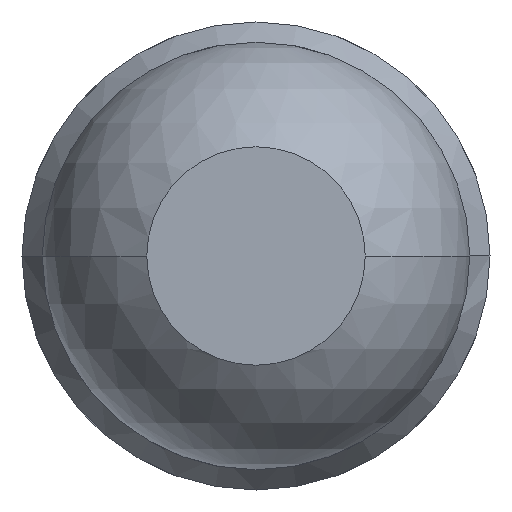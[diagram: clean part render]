
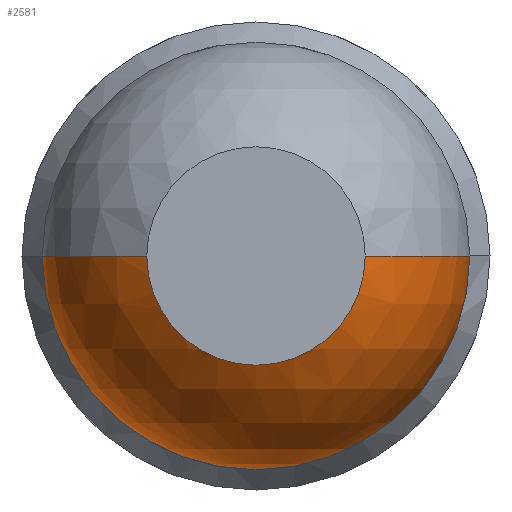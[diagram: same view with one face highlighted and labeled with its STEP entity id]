
A CAD part, front view. The second image highlights one B-rep face of the part: STEP entity #2581.
In plain terms, the highlighted spherical face has radius 0.685 mm.
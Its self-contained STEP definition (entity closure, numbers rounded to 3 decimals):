
#125 = DIRECTION ( 'NONE',  ( 0., 0., 1. ) ) ;
#136 = CIRCLE ( 'NONE', #2714, 0.685 ) ;
#184 = ORIENTED_EDGE ( 'NONE', *, *, #3039, .F. ) ;
#418 = EDGE_CURVE ( 'NONE', #3565, #3380, #1375, .T. ) ;
#456 = DIRECTION ( 'NONE',  ( 1., 0., 0. ) ) ;
#461 = CARTESIAN_POINT ( 'NONE',  ( 0., -30., 0. ) ) ;
#604 = CIRCLE ( 'NONE', #616, 0.685 ) ;
#616 = AXIS2_PLACEMENT_3D ( 'NONE', #2659, #3968, #2670 ) ;
#654 = ORIENTED_EDGE ( 'NONE', *, *, #3842, .F. ) ;
#660 = AXIS2_PLACEMENT_3D ( 'NONE', #1780, #125, #456 ) ;
#763 = DIRECTION ( 'NONE',  ( 0., 0., -1. ) ) ;
#789 = DIRECTION ( 'NONE',  ( 0., 0., -1. ) ) ;
#817 = DIRECTION ( 'NONE',  ( 0., -1., 0. ) ) ;
#1032 = EDGE_CURVE ( 'NONE', #1965, #3304, #2799, .T. ) ;
#1062 = CARTESIAN_POINT ( 'NONE',  ( 0.35, -30., 0. ) ) ;
#1068 = CARTESIAN_POINT ( 'NONE',  ( -0.685, -29.411, 0. ) ) ;
#1159 = AXIS2_PLACEMENT_3D ( 'NONE', #461, #3774, #789 ) ;
#1307 = CARTESIAN_POINT ( 'NONE',  ( 0., -29.411, 0. ) ) ;
#1375 = CIRCLE ( 'NONE', #660, 0.685 ) ;
#1441 = DIRECTION ( 'NONE',  ( 1., 0., 0. ) ) ;
#1478 = DIRECTION ( 'NONE',  ( 0., 0., -1. ) ) ;
#1520 = CARTESIAN_POINT ( 'NONE',  ( 0.685, -29.411, 0. ) ) ;
#1780 = CARTESIAN_POINT ( 'NONE',  ( 0., -29.411, 0. ) ) ;
#1910 = CIRCLE ( 'NONE', #3399, 0.35 ) ;
#1965 = VERTEX_POINT ( 'NONE', #3086 ) ;
#2104 = DIRECTION ( 'NONE',  ( -1., 0., 0. ) ) ;
#2156 = CARTESIAN_POINT ( 'NONE',  ( 0., -30., 0. ) ) ;
#2261 = EDGE_CURVE ( 'Defeature ausgef�hrt1_25+Defeature ausgef�hrt1_4+Defeature ausgef�hrt1_4+Defeature ausgef�hrt1_4', #3987, #3565, #3570, .T. ) ;
#2312 = DIRECTION ( 'NONE',  ( 0., 1., 0. ) ) ;
#2412 = ORIENTED_EDGE ( 'NONE', *, *, #1032, .T. ) ;
#2545 = EDGE_LOOP ( 'NONE', ( #3339, #2412, #654, #184, #2732, #3239 ) ) ;
#2578 = VERTEX_POINT ( 'NONE', #3708 ) ;
#2581 = ADVANCED_FACE ( 'Defeature ausgef�hrt1_4', ( #2791 ), #3455, .T. ) ;
#2638 = DIRECTION ( 'NONE',  ( 0., 0., 1. ) ) ;
#2659 = CARTESIAN_POINT ( 'NONE',  ( 0., -29.411, 0. ) ) ;
#2670 = DIRECTION ( 'NONE',  ( 0., 0., 1. ) ) ;
#2714 = AXIS2_PLACEMENT_3D ( 'NONE', #1307, #2312, #2638 ) ;
#2732 = ORIENTED_EDGE ( 'NONE', *, *, #418, .F. ) ;
#2733 = AXIS2_PLACEMENT_3D ( 'NONE', #3382, #3393, #2104 ) ;
#2791 = FACE_OUTER_BOUND ( 'NONE', #2545, .T. ) ;
#2799 = CIRCLE ( 'NONE', #2733, 0.685 ) ;
#3039 = EDGE_CURVE ( 'Defeature ausgef�hrt1_5+Defeature ausgef�hrt1_4+Defeature ausgef�hrt1_4+Defeature ausgef�hrt1_4', #3380, #2578, #604, .T. ) ;
#3055 = CARTESIAN_POINT ( 'NONE',  ( 0., -29.411, 0. ) ) ;
#3079 = CARTESIAN_POINT ( 'NONE',  ( 0., -30., -0.35 ) ) ;
#3086 = CARTESIAN_POINT ( 'NONE',  ( -0.35, -30., 0. ) ) ;
#3239 = ORIENTED_EDGE ( 'NONE', *, *, #2261, .F. ) ;
#3304 = VERTEX_POINT ( 'NONE', #1068 ) ;
#3339 = ORIENTED_EDGE ( 'NONE', *, *, #4010, .F. ) ;
#3380 = VERTEX_POINT ( 'NONE', #1520 ) ;
#3382 = CARTESIAN_POINT ( 'NONE',  ( 0., -29.411, 0. ) ) ;
#3393 = DIRECTION ( 'NONE',  ( 0., 0., -1. ) ) ;
#3399 = AXIS2_PLACEMENT_3D ( 'NONE', #2156, #817, #1478 ) ;
#3455 = SPHERICAL_SURFACE ( 'NONE', #3857, 0.685 ) ;
#3565 = VERTEX_POINT ( 'NONE', #1062 ) ;
#3570 = CIRCLE ( 'NONE', #1159, 0.35 ) ;
#3708 = CARTESIAN_POINT ( 'NONE',  ( 0., -29.411, -0.685 ) ) ;
#3774 = DIRECTION ( 'NONE',  ( 0., -1., 0. ) ) ;
#3842 = EDGE_CURVE ( 'Defeature ausgef�hrt1_5+Defeature ausgef�hrt1_4+Defeature ausgef�hrt1_4+Defeature ausgef�hrt1_4', #2578, #3304, #136, .T. ) ;
#3857 = AXIS2_PLACEMENT_3D ( 'NONE', #3055, #763, #1441 ) ;
#3968 = DIRECTION ( 'NONE',  ( 0., 1., 0. ) ) ;
#3987 = VERTEX_POINT ( 'NONE', #3079 ) ;
#4010 = EDGE_CURVE ( 'Defeature ausgef�hrt1_25+Defeature ausgef�hrt1_4+Defeature ausgef�hrt1_4+Defeature ausgef�hrt1_4', #1965, #3987, #1910, .T. ) ;
